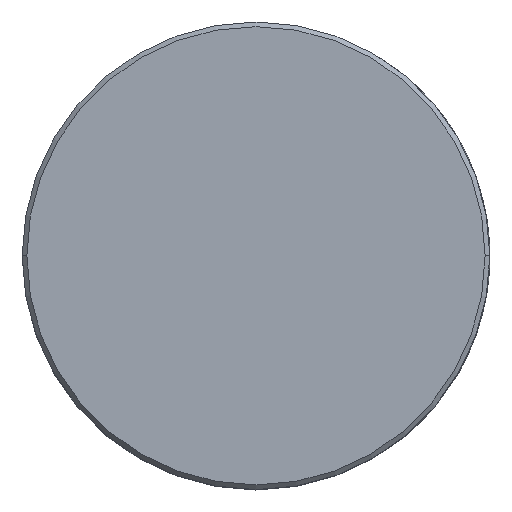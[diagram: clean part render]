
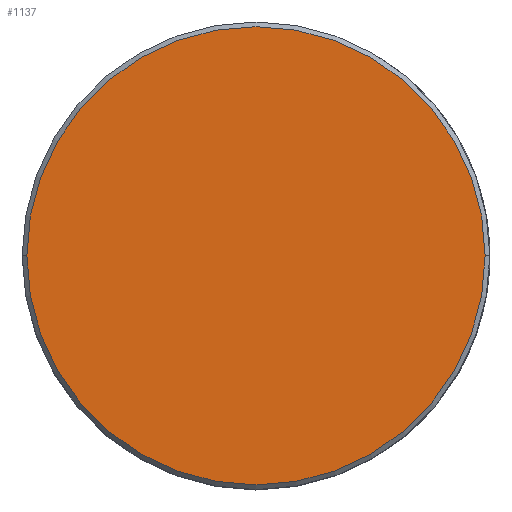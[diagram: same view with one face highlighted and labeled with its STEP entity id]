
A CAD part, top view. The second image highlights one B-rep face of the part: STEP entity #1137.
In plain terms, the highlighted planar face has unit normal (0, 0, 1).
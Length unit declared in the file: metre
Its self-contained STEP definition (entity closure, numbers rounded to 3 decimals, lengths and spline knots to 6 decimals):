
#166 = CARTESIAN_POINT ( 'NONE',  ( -0.091067, 0.012802, 0.042532 ) ) ;
#490 = DIRECTION ( 'NONE',  ( 0., 0., 1. ) ) ;
#529 = DIRECTION ( 'NONE',  ( 1., 0., 0. ) ) ;
#539 = EDGE_CURVE ( 'NONE', #1280, #1689, #675, .T. ) ;
#675 = CIRCLE ( 'NONE', #1285, 0.006223 ) ;
#807 = EDGE_LOOP ( 'NONE', ( #1908, #1293 ) ) ;
#1034 = CARTESIAN_POINT ( 'NONE',  ( -0.09729, 0.012802, 0.042532 ) ) ;
#1107 = DIRECTION ( 'NONE',  ( 1., 0., 0. ) ) ;
#1137 = ADVANCED_FACE ( 'NONE', ( #1423 ), #1381, .T. ) ;
#1280 = VERTEX_POINT ( 'NONE', #1589 ) ;
#1285 = AXIS2_PLACEMENT_3D ( 'NONE', #2234, #490, #1703 ) ;
#1293 = ORIENTED_EDGE ( 'NONE', *, *, #1774, .T. ) ;
#1364 = DIRECTION ( 'NONE',  ( 0., 0., 1. ) ) ;
#1381 = PLANE ( 'NONE',  #1823 ) ;
#1423 = FACE_OUTER_BOUND ( 'NONE', #807, .T. ) ;
#1479 = CIRCLE ( 'NONE', #1944, 0.006223 ) ;
#1589 = CARTESIAN_POINT ( 'NONE',  ( -0.084844, 0.012802, 0.042532 ) ) ;
#1608 = DIRECTION ( 'NONE',  ( 0., 0., 1. ) ) ;
#1689 = VERTEX_POINT ( 'NONE', #1034 ) ;
#1703 = DIRECTION ( 'NONE',  ( 1., 0., 0. ) ) ;
#1774 = EDGE_CURVE ( 'NONE', #1689, #1280, #1479, .T. ) ;
#1823 = AXIS2_PLACEMENT_3D ( 'NONE', #166, #1364, #529 ) ;
#1908 = ORIENTED_EDGE ( 'NONE', *, *, #539, .T. ) ;
#1944 = AXIS2_PLACEMENT_3D ( 'NONE', #1981, #1608, #1107 ) ;
#1981 = CARTESIAN_POINT ( 'NONE',  ( -0.091067, 0.012802, 0.042532 ) ) ;
#2234 = CARTESIAN_POINT ( 'NONE',  ( -0.091067, 0.012802, 0.042532 ) ) ;
